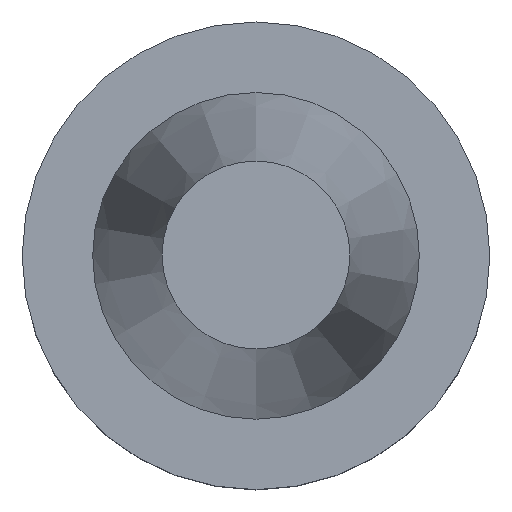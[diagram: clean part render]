
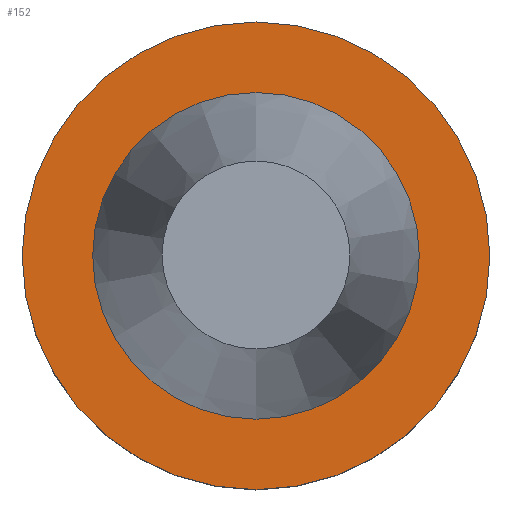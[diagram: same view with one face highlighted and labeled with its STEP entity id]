
A CAD part, top view. The second image highlights one B-rep face of the part: STEP entity #152.
In plain terms, the highlighted planar face has unit normal (0, 0, 1).
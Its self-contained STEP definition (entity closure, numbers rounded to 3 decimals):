
#83=EDGE_CURVE('Unnamed[1]',#213,#213,#214,.T.);
#124=EDGE_CURVE('Unnamed[1]',#277,#277,#278,.T.);
#152=ADVANCED_FACE('Unnamed[1]',(#317,#318),#319,.T.);
#213=VERTEX_POINT('',#392);
#214=CIRCLE('',#393,34.925);
#277=VERTEX_POINT('',#470);
#278=CIRCLE('',#471,50.0);
#317=FACE_BOUND('',#521,.T.);
#318=FACE_OUTER_BOUND('',#522,.T.);
#319=PLANE('',#523);
#392=CARTESIAN_POINT('',(0.,34.925,-1.5));
#393=AXIS2_PLACEMENT_3D('',#594,#595,#596);
#470=CARTESIAN_POINT('',(0.,50.0,-1.5));
#471=AXIS2_PLACEMENT_3D('',#666,#667,#668);
#521=EDGE_LOOP('',(#706));
#522=EDGE_LOOP('',(#707));
#523=AXIS2_PLACEMENT_3D('',#708,#709,#710);
#594=CARTESIAN_POINT('',(0.,0.,-1.5));
#595=DIRECTION('',(0.,0.,1.0));
#596=DIRECTION('',(0.,1.0,0.));
#666=CARTESIAN_POINT('',(0.,0.,-1.5));
#667=DIRECTION('',(0.,0.,1.0));
#668=DIRECTION('',(0.,1.0,0.));
#706=ORIENTED_EDGE('',*,*,#83,.F.);
#707=ORIENTED_EDGE('',*,*,#124,.T.);
#708=CARTESIAN_POINT('',(0.,42.463,-1.5));
#709=DIRECTION('',(0.,0.,1.0));
#710=DIRECTION('',(0.,1.0,0.));
